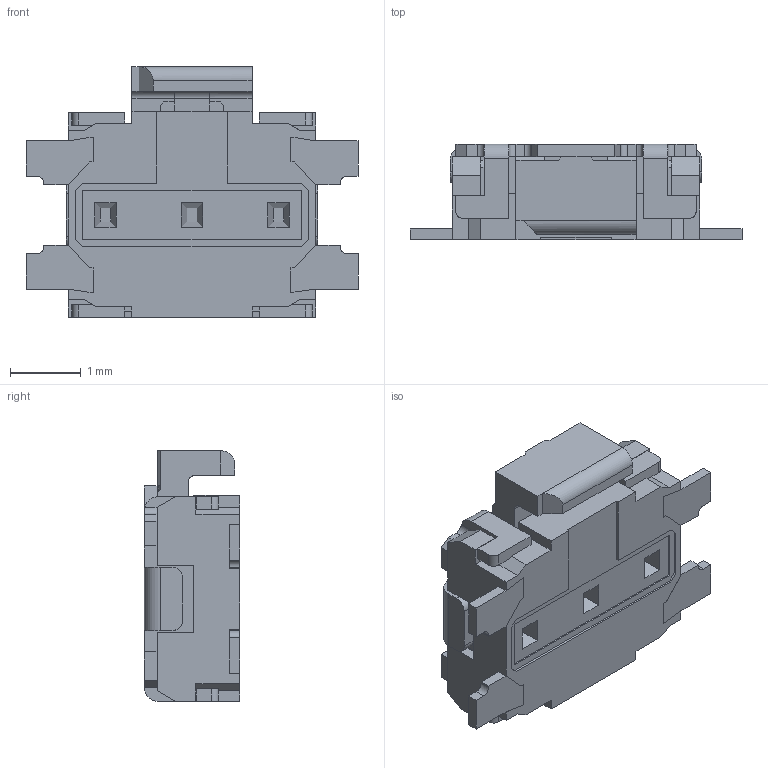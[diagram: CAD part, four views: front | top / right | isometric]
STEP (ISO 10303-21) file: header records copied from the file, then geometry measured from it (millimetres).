
FILE_DESCRIPTION (( 'STEP AP214' ), '1' );
FILE_NAME ('91C84039-9689-4BA7-B369-70D02D18D117.STEP', '2024-05-28T08:45:32', ( '' ), ( '' ), 'SwSTEP 2.0', 'SolidWorks 2022', '' );
FILE_SCHEMA (( 'AUTOMOTIVE_DESIGN' ));
Length unit declared in the file: millimetre
Products named in the file (1): 91C84039-9689-4BA7-B369-70D02D18D117
Bounding box: 4.7 x 1.35 x 3.55 mm (x, y, z)
Surface area: 62.6 mm2 (no closed solid volume)
Topology: 0 solids, 1 shells, 343 faces, 1038 edges, 689 vertices
Faces by surface type: plane 290, cylinder 53
Entity records: 15377 total; most frequent: CARTESIAN_POINT 2446, ORIENTED_EDGE 2008, DIRECTION 1689, EDGE_CURVE 1038, VECTOR 881, LINE 881, VERTEX_POINT 689, AXIS2_PLACEMENT_3D 404
